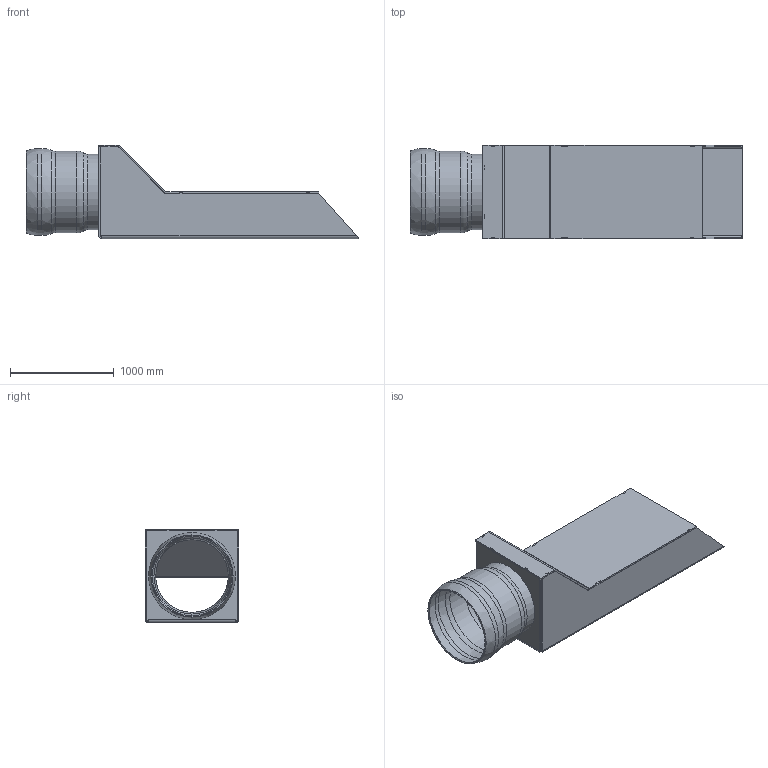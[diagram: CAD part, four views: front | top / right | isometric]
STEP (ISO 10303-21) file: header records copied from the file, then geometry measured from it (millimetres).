
FILE_DESCRIPTION(/* description */ (''),/* implementation_level */ '2;1');
FILE_NAME(/* name */ '15196.070X_3D.stp',/* time_stamp */ '2024-12-11T14:54:47+01:00',/* author */ ('CAD'),/* organization */ (''),/* preprocessor_version */ 'ST-DEVELOPER v20',/* originating_system */ 'AutoCAD Mechanical',/* authorisation */ '');
FILE_SCHEMA (('AUTOMOTIVE_DESIGN { 1 0 10303 214 3 1 1 }'));
Length unit declared in the file: centimetre
Products named in the file (2): Product; *S0
Assembly tree (1 placements, depth 2):
  Product
    *S0
Bounding box: 3200 x 900 x 900 mm (x, y, z)
Volume: 124681590.4 mm3; surface area: 17675583.7 mm2
Topology: 3 solids, 3 shells, 145 faces, 376 edges, 237 vertices
Faces by surface type: plane 111, cylinder 21, torus 6, bspline 4, cone 3
Full cylindrical faces by diameter (mm): 700 x1, 706 x1, 730 x1, 764 x1, 788 x1, 814 x1, 838 x1
Entity records: 4505 total; most frequent: CARTESIAN_POINT 865, ORIENTED_EDGE 750, DIRECTION 737, EDGE_CURVE 375, LINE 303, VECTOR 303, VERTEX_POINT 235, AXIS2_PLACEMENT_3D 217
